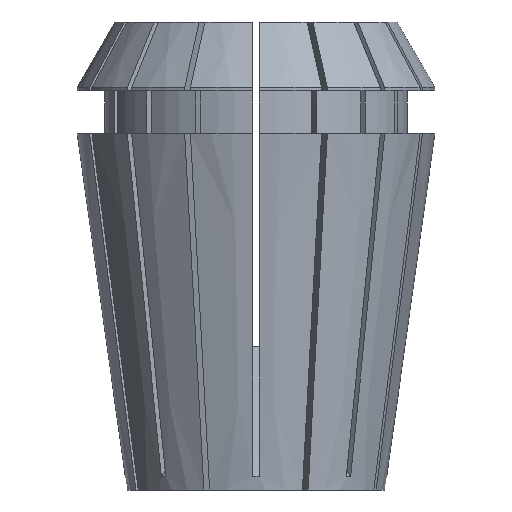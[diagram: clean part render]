
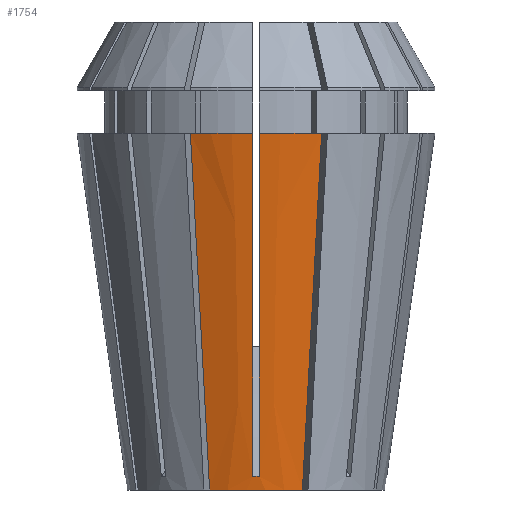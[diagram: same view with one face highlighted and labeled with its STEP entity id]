
A CAD part, left-side view. The second image highlights one B-rep face of the part: STEP entity #1754.
In plain terms, the highlighted conical face has half-angle 8 degrees and reference radius 9.36 mm.
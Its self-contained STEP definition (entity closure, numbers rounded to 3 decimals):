
#447 = VERTEX_POINT ( 'NONE', #4431 ) ;
#472 = B_SPLINE_CURVE_WITH_KNOTS ( 'NONE', 3,
 ( #656, #3255, #3191, #3741, #4162, #742, #2247, #1702, #6162, #1728 ),
 .UNSPECIFIED., .F., .F.,
 ( 4, 3, 3, 4 ),
 ( 0.052, 0.057, 0.074, 0.077 ),
 .UNSPECIFIED. ) ;
#535 = CARTESIAN_POINT ( 'NONE',  ( -9.814, 0.225, 3.248 ) ) ;
#578 = CARTESIAN_POINT ( 'NONE',  ( -9.709, 0.225, 2.499 ) ) ;
#628 = VERTEX_POINT ( 'NONE', #4692 ) ;
#656 = CARTESIAN_POINT ( 'NONE',  ( -12.998, -0.225, 25.9 ) ) ;
#657 = EDGE_CURVE ( 'NONE', #447, #3679, #3680, .T. ) ;
#742 = CARTESIAN_POINT ( 'NONE',  ( -10.614, -0.225, 8.937 ) ) ;
#816 = ORIENTED_EDGE ( 'NONE', *, *, #657, .F. ) ;
#886 = CARTESIAN_POINT ( 'NONE',  ( -9.498, -0.225, 1.002 ) ) ;
#989 = CARTESIAN_POINT ( 'NONE',  ( -11.117, 4.361, 18.366 ) ) ;
#996 = CIRCLE ( 'NONE', #4095, 13. ) ;
#1011 = CARTESIAN_POINT ( 'NONE',  ( -9.16, 3.551, 3.298 ) ) ;
#1129 = DIRECTION ( 'NONE',  ( 0., 0., 1. ) ) ;
#1143 = CARTESIAN_POINT ( 'NONE',  ( -12.998, 0.225, 25.9 ) ) ;
#1200 = CARTESIAN_POINT ( 'NONE',  ( -11.117, -4.361, 18.366 ) ) ;
#1239 = CARTESIAN_POINT ( 'NONE',  ( -10.138, -3.956, 10.832 ) ) ;
#1418 = ORIENTED_EDGE ( 'NONE', *, *, #4586, .F. ) ;
#1459 = EDGE_CURVE ( 'NONE', #628, #3136, #6356, .T. ) ;
#1515 = CARTESIAN_POINT ( 'NONE',  ( -8.731, 3.373, 0. ) ) ;
#1548 = CONICAL_SURFACE ( 'NONE', #2413, 9.36, 0.14 ) ;
#1555 = CARTESIAN_POINT ( 'NONE',  ( -11.414, 0.225, 14.626 ) ) ;
#1595 = DIRECTION ( 'NONE',  ( 1., 0., 0. ) ) ;
#1702 = CARTESIAN_POINT ( 'NONE',  ( -9.709, -0.225, 2.499 ) ) ;
#1728 = CARTESIAN_POINT ( 'NONE',  ( -9.498, -0.225, 1.002 ) ) ;
#1754 = ADVANCED_FACE ( 'NONE', ( #4015 ), #1548, .T. ) ;
#1793 = EDGE_CURVE ( 'NONE', #3048, #3136, #4537, .T. ) ;
#1875 = ORIENTED_EDGE ( 'NONE', *, *, #4157, .T. ) ;
#1958 = DIRECTION ( 'NONE',  ( 0., 0., -1. ) ) ;
#1966 = VERTEX_POINT ( 'NONE', #6130 ) ;
#2034 = CARTESIAN_POINT ( 'NONE',  ( -9.498, 0.225, 1.002 ) ) ;
#2064 = CARTESIAN_POINT ( 'NONE',  ( -9.604, 0.225, 1.751 ) ) ;
#2135 = CARTESIAN_POINT ( 'NONE',  ( 0., 0., 0. ) ) ;
#2228 = CARTESIAN_POINT ( 'NONE',  ( -9.017, -3.491, 2.199 ) ) ;
#2247 = CARTESIAN_POINT ( 'NONE',  ( -9.814, -0.225, 3.248 ) ) ;
#2284 = CARTESIAN_POINT ( 'NONE',  ( -12.095, -4.766, 25.9 ) ) ;
#2395 = ORIENTED_EDGE ( 'NONE', *, *, #4921, .F. ) ;
#2413 = AXIS2_PLACEMENT_3D ( 'NONE', #4078, #1129, #1595 ) ;
#2446 = EDGE_CURVE ( 'NONE', #3456, #1966, #996, .T. ) ;
#2539 = CARTESIAN_POINT ( 'NONE',  ( -12.213, 0.225, 20.315 ) ) ;
#2594 = CARTESIAN_POINT ( 'NONE',  ( 0., 0., 25.9 ) ) ;
#2716 = CARTESIAN_POINT ( 'NONE',  ( -8.731, -3.373, 0. ) ) ;
#2944 = CARTESIAN_POINT ( 'NONE',  ( 0., 0., 25.9 ) ) ;
#2967 = ORIENTED_EDGE ( 'NONE', *, *, #4837, .T. ) ;
#3048 = VERTEX_POINT ( 'NONE', #4946 ) ;
#3136 = VERTEX_POINT ( 'NONE', #4562 ) ;
#3146 = EDGE_LOOP ( 'NONE', ( #1875, #6092, #5282, #2395, #3578, #2967, #816, #1418 ) ) ;
#3191 = CARTESIAN_POINT ( 'NONE',  ( -12.475, -0.225, 22.176 ) ) ;
#3255 = CARTESIAN_POINT ( 'NONE',  ( -12.737, -0.225, 24.038 ) ) ;
#3373 = CARTESIAN_POINT ( 'NONE',  ( -12.998, 0.225, 25.9 ) ) ;
#3456 = VERTEX_POINT ( 'NONE', #4900 ) ;
#3474 = CARTESIAN_POINT ( 'NONE',  ( -10.138, 3.956, 10.832 ) ) ;
#3520 = CARTESIAN_POINT ( 'NONE',  ( -12.475, 0.225, 22.176 ) ) ;
#3531 = CARTESIAN_POINT ( 'NONE',  ( -9.498, -0.225, 1.002 ) ) ;
#3578 = ORIENTED_EDGE ( 'NONE', *, *, #2446, .T. ) ;
#3579 = AXIS2_PLACEMENT_3D ( 'NONE', #2594, #3611, #5573 ) ;
#3611 = DIRECTION ( 'NONE',  ( 0., 0., -1. ) ) ;
#3679 = VERTEX_POINT ( 'NONE', #3531 ) ;
#3680 = B_SPLINE_CURVE_WITH_KNOTS ( 'NONE', 3,
 ( #3745, #3766, #6230, #886 ),
 .UNSPECIFIED., .F., .F.,
 ( 4, 4 ),
 ( 0., 0. ),
 .UNSPECIFIED. ) ;
#3741 = CARTESIAN_POINT ( 'NONE',  ( -12.213, -0.225, 20.315 ) ) ;
#3745 = CARTESIAN_POINT ( 'NONE',  ( -9.498, 0.225, 1.002 ) ) ;
#3766 = CARTESIAN_POINT ( 'NONE',  ( -9.502, 0.075, 0.999 ) ) ;
#3929 = CARTESIAN_POINT ( 'NONE',  ( -8.874, 3.432, 1.099 ) ) ;
#3933 = DIRECTION ( 'NONE',  ( -1., 0., 0. ) ) ;
#4015 = FACE_OUTER_BOUND ( 'NONE', #3146, .T. ) ;
#4078 = CARTESIAN_POINT ( 'NONE',  ( 0., 0., 0. ) ) ;
#4095 = AXIS2_PLACEMENT_3D ( 'NONE', #2944, #1958, #3933 ) ;
#4157 = EDGE_CURVE ( 'NONE', #6102, #628, #4277, .T. ) ;
#4162 = CARTESIAN_POINT ( 'NONE',  ( -11.414, -0.225, 14.626 ) ) ;
#4277 = CIRCLE ( 'NONE', #3579, 13. ) ;
#4431 = CARTESIAN_POINT ( 'NONE',  ( -9.498, 0.225, 1.002 ) ) ;
#4446 = CARTESIAN_POINT ( 'NONE',  ( -9.017, 3.491, 2.199 ) ) ;
#4506 = DIRECTION ( 'NONE',  ( 0., 0., -1. ) ) ;
#4537 = CIRCLE ( 'NONE', #6142, 9.36 ) ;
#4562 = CARTESIAN_POINT ( 'NONE',  ( -8.731, 3.373, 0. ) ) ;
#4586 = EDGE_CURVE ( 'NONE', #6102, #447, #5327, .T. ) ;
#4592 = DIRECTION ( 'NONE',  ( -1., 0., 0. ) ) ;
#4663 = CARTESIAN_POINT ( 'NONE',  ( -9.16, -3.551, 3.298 ) ) ;
#4692 = CARTESIAN_POINT ( 'NONE',  ( -12.095, 4.766, 25.9 ) ) ;
#4837 = EDGE_CURVE ( 'NONE', #1966, #3679, #472, .T. ) ;
#4900 = CARTESIAN_POINT ( 'NONE',  ( -12.095, -4.766, 25.9 ) ) ;
#4921 = EDGE_CURVE ( 'NONE', #3456, #3048, #5378, .T. ) ;
#4930 = CARTESIAN_POINT ( 'NONE',  ( -12.095, 4.766, 25.9 ) ) ;
#4946 = CARTESIAN_POINT ( 'NONE',  ( -8.731, -3.373, 0. ) ) ;
#4975 = CARTESIAN_POINT ( 'NONE',  ( -12.737, 0.225, 24.038 ) ) ;
#4993 = CARTESIAN_POINT ( 'NONE',  ( -10.614, 0.225, 8.937 ) ) ;
#5282 = ORIENTED_EDGE ( 'NONE', *, *, #1793, .F. ) ;
#5327 = B_SPLINE_CURVE_WITH_KNOTS ( 'NONE', 3,
 ( #3373, #4975, #3520, #2539, #1555, #4993, #535, #578, #2064, #2034 ),
 .UNSPECIFIED., .F., .F.,
 ( 4, 3, 3, 4 ),
 ( 0.052, 0.057, 0.074, 0.077 ),
 .UNSPECIFIED. ) ;
#5378 = B_SPLINE_CURVE_WITH_KNOTS ( 'NONE', 3,
 ( #2284, #1200, #1239, #4663, #2228, #5647, #2716 ),
 .UNSPECIFIED., .F., .F.,
 ( 4, 3, 4 ),
 ( 0., 0.023, 0.026 ),
 .UNSPECIFIED. ) ;
#5573 = DIRECTION ( 'NONE',  ( -1., 0., 0. ) ) ;
#5647 = CARTESIAN_POINT ( 'NONE',  ( -8.874, -3.432, 1.099 ) ) ;
#6092 = ORIENTED_EDGE ( 'NONE', *, *, #1459, .T. ) ;
#6102 = VERTEX_POINT ( 'NONE', #1143 ) ;
#6130 = CARTESIAN_POINT ( 'NONE',  ( -12.998, -0.225, 25.9 ) ) ;
#6142 = AXIS2_PLACEMENT_3D ( 'NONE', #2135, #4506, #4592 ) ;
#6162 = CARTESIAN_POINT ( 'NONE',  ( -9.604, -0.225, 1.751 ) ) ;
#6230 = CARTESIAN_POINT ( 'NONE',  ( -9.502, -0.075, 0.999 ) ) ;
#6356 = B_SPLINE_CURVE_WITH_KNOTS ( 'NONE', 3,
 ( #4930, #989, #3474, #1011, #4446, #3929, #1515 ),
 .UNSPECIFIED., .F., .F.,
 ( 4, 3, 4 ),
 ( 0., 0.023, 0.026 ),
 .UNSPECIFIED. ) ;
